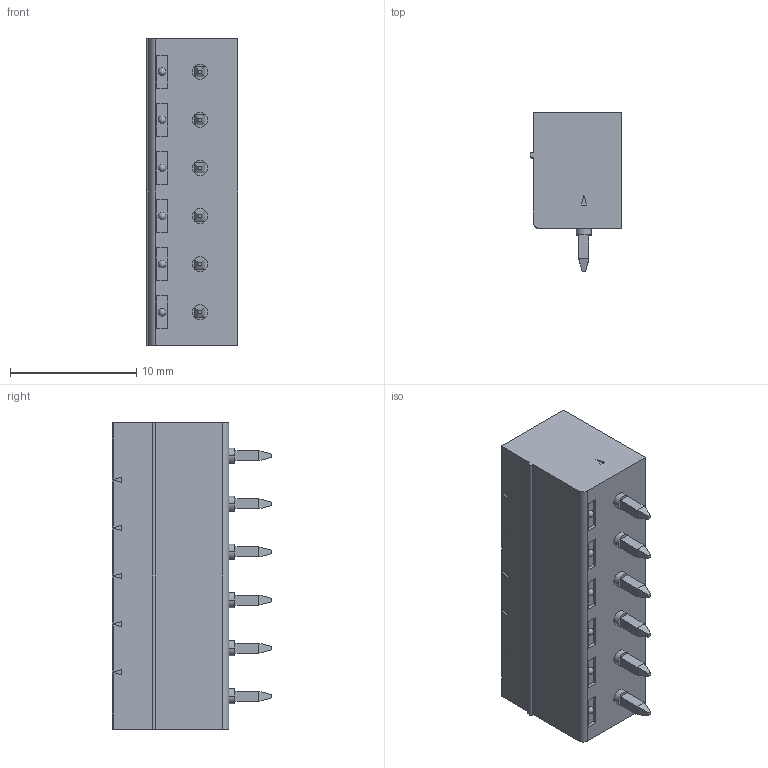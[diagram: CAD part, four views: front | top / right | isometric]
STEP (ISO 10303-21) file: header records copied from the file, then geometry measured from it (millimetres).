
FILE_DESCRIPTION(('STEP AP242'),'1');
FILE_NAME('1803468.stp','2020-11-01T13:40:22',('TraceParts'),('TraceParts S.A.'),'Spatial InterOp 3D',' ',' ');
FILE_SCHEMA(('AP242_MANAGED_MODEL_BASED_3D_ENGINEERING_MIM_LF {1 0 10303 442 1 1 4}'));
Length unit declared in the file: millimetre
Products named in the file (1): 1803468
Bounding box: 7.25 x 12.6 x 24.25 mm (x, y, z)
Volume: 918.9 mm3; surface area: 2027.1 mm2
Topology: 1 solids, 1 shells, 437 faces, 1097 edges, 702 vertices
Faces by surface type: plane 340, cylinder 79, cone 12, sphere 6
Entity records: 16309 total; most frequent: CARTESIAN_POINT 2249, ORIENTED_EDGE 2170, DIRECTION 2131, EDGE_CURVE 1085, LINE 891, VECTOR 891, VERTEX_POINT 702, AXIS2_PLACEMENT_3D 620
